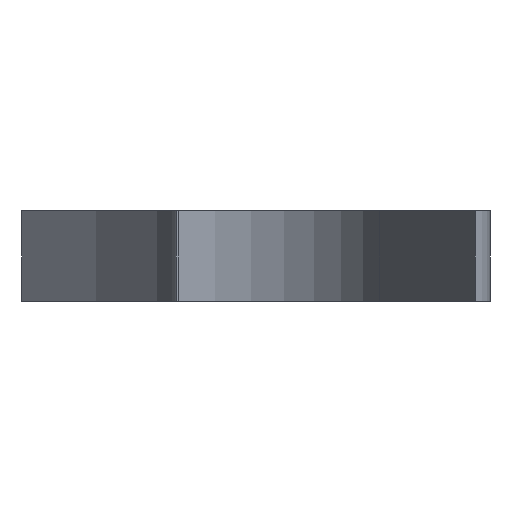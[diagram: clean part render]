
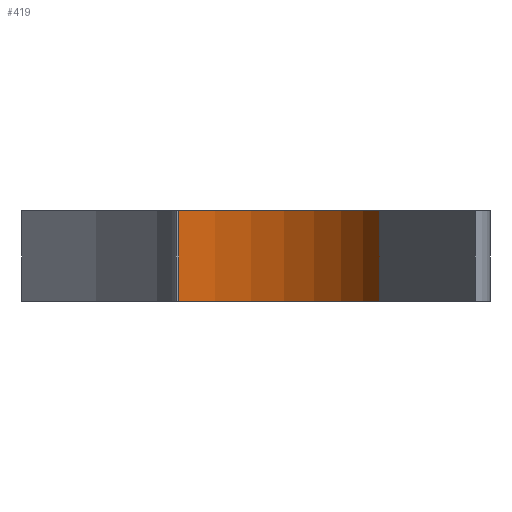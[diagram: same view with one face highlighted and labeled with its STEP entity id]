
A CAD part, front view. The second image highlights one B-rep face of the part: STEP entity #419.
In plain terms, the highlighted cylindrical face has radius 6 mm (diameter 12 mm), a partial arc.
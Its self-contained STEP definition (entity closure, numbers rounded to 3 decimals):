
#14 = DIRECTION ( 'NONE',  ( 1., 0., 0. ) ) ;
#23 = DIRECTION ( 'NONE',  ( 0., 0., -1. ) ) ;
#49 = DIRECTION ( 'NONE',  ( 0., 0., -1. ) ) ;
#84 = CIRCLE ( 'NONE', #440, 6. ) ;
#111 = DIRECTION ( 'NONE',  ( 0., 0., 1. ) ) ;
#131 = CIRCLE ( 'NONE', #256, 6. ) ;
#144 = VECTOR ( 'NONE', #49, 1000. ) ;
#196 = FACE_OUTER_BOUND ( 'NONE', #679, .T. ) ;
#249 = DIRECTION ( 'NONE',  ( -1., 0., 0. ) ) ;
#256 = AXIS2_PLACEMENT_3D ( 'NONE', #673, #111, #491 ) ;
#264 = ORIENTED_EDGE ( 'NONE', *, *, #515, .F. ) ;
#268 = CARTESIAN_POINT ( 'NONE',  ( 28.411, -22.196, 0. ) ) ;
#277 = ORIENTED_EDGE ( 'NONE', *, *, #514, .F. ) ;
#323 = CARTESIAN_POINT ( 'NONE',  ( 28.418, -16.196, 0. ) ) ;
#328 = CARTESIAN_POINT ( 'NONE',  ( 28.418, -16.196, -2.5 ) ) ;
#338 = VERTEX_POINT ( 'NONE', #494 ) ;
#342 = EDGE_CURVE ( 'NONE', #604, #338, #563, .T. ) ;
#387 = DIRECTION ( 'NONE',  ( 0., 0., 1. ) ) ;
#419 = ADVANCED_FACE ( 'NONE', ( #196 ), #644, .F. ) ;
#440 = AXIS2_PLACEMENT_3D ( 'NONE', #268, #606, #14 ) ;
#461 = CARTESIAN_POINT ( 'NONE',  ( 33.952, -19.892, -2.5 ) ) ;
#481 = VERTEX_POINT ( 'NONE', #461 ) ;
#484 = ORIENTED_EDGE ( 'NONE', *, *, #342, .F. ) ;
#491 = DIRECTION ( 'NONE',  ( 1., 0., 0. ) ) ;
#494 = CARTESIAN_POINT ( 'NONE',  ( 28.418, -16.196, 0. ) ) ;
#496 = CARTESIAN_POINT ( 'NONE',  ( 33.952, -19.892, 0. ) ) ;
#514 = EDGE_CURVE ( 'NONE', #560, #481, #664, .T. ) ;
#515 = EDGE_CURVE ( 'NONE', #338, #560, #84, .T. ) ;
#523 = CARTESIAN_POINT ( 'NONE',  ( 28.411, -22.196, -2.5 ) ) ;
#554 = EDGE_CURVE ( 'NONE', #481, #604, #131, .T. ) ;
#560 = VERTEX_POINT ( 'NONE', #496 ) ;
#563 = LINE ( 'NONE', #323, #710 ) ;
#586 = ORIENTED_EDGE ( 'NONE', *, *, #554, .F. ) ;
#599 = CARTESIAN_POINT ( 'NONE',  ( 33.952, -19.892, -2.5 ) ) ;
#604 = VERTEX_POINT ( 'NONE', #328 ) ;
#606 = DIRECTION ( 'NONE',  ( 0., 0., -1. ) ) ;
#644 = CYLINDRICAL_SURFACE ( 'NONE', #720, 6. ) ;
#664 = LINE ( 'NONE', #599, #144 ) ;
#673 = CARTESIAN_POINT ( 'NONE',  ( 28.411, -22.196, -2.5 ) ) ;
#679 = EDGE_LOOP ( 'NONE', ( #586, #277, #264, #484 ) ) ;
#710 = VECTOR ( 'NONE', #387, 1000. ) ;
#720 = AXIS2_PLACEMENT_3D ( 'NONE', #523, #23, #249 ) ;
